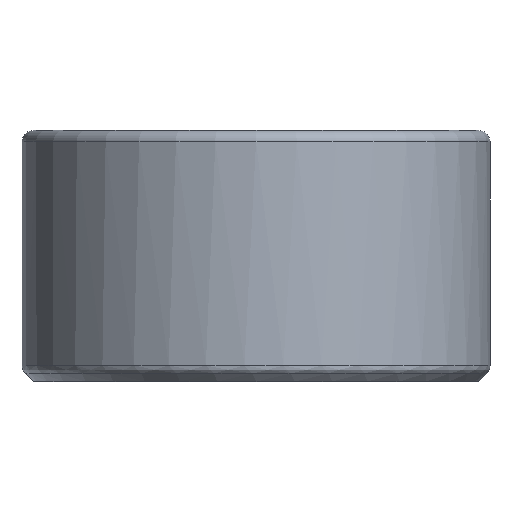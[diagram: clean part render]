
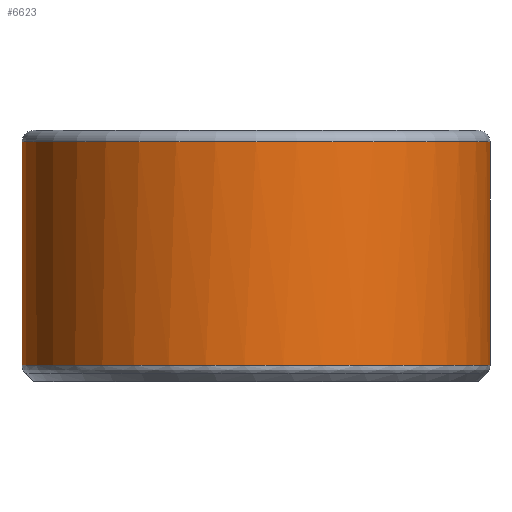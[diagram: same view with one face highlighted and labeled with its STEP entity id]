
A CAD part, front view. The second image highlights one B-rep face of the part: STEP entity #6623.
In plain terms, the highlighted cylindrical face has radius 20.5 mm (diameter 41 mm), a full revolution.
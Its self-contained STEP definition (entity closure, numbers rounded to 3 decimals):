
#6071 = TOROIDAL_SURFACE('',#6072,19.5,1.);
#6072 = AXIS2_PLACEMENT_3D('',#6073,#6074,#6075);
#6073 = CARTESIAN_POINT('',(0.,0.,21.));
#6074 = DIRECTION('',(0.,0.,1.));
#6075 = DIRECTION('',(1.,0.,-0.));
#6438 = VERTEX_POINT('',#6439);
#6439 = CARTESIAN_POINT('',(20.5,0.,21.));
#6459 = EDGE_CURVE('',#6438,#6438,#6460,.T.);
#6460 = SURFACE_CURVE('',#6461,(#6466,#6473),.PCURVE_S1.);
#6461 = CIRCLE('',#6462,20.5);
#6462 = AXIS2_PLACEMENT_3D('',#6463,#6464,#6465);
#6463 = CARTESIAN_POINT('',(0.,0.,21.));
#6464 = DIRECTION('',(0.,0.,1.));
#6465 = DIRECTION('',(1.,0.,-0.));
#6466 = PCURVE('',#6071,#6467);
#6467 = DEFINITIONAL_REPRESENTATION('',(#6468),#6472);
#6468 = LINE('',#6469,#6470);
#6469 = CARTESIAN_POINT('',(0.,0.));
#6470 = VECTOR('',#6471,1.);
#6471 = DIRECTION('',(1.,0.));
#6472 = ( GEOMETRIC_REPRESENTATION_CONTEXT(2) 
PARAMETRIC_REPRESENTATION_CONTEXT() REPRESENTATION_CONTEXT('2D SPACE',''
  ) );
#6473 = PCURVE('',#6474,#6479);
#6474 = CYLINDRICAL_SURFACE('',#6475,20.5);
#6475 = AXIS2_PLACEMENT_3D('',#6476,#6477,#6478);
#6476 = CARTESIAN_POINT('',(0.,0.,0.));
#6477 = DIRECTION('',(-0.,-0.,-1.));
#6478 = DIRECTION('',(1.,0.,0.));
#6479 = DEFINITIONAL_REPRESENTATION('',(#6480),#6484);
#6480 = LINE('',#6481,#6482);
#6481 = CARTESIAN_POINT('',(-0.,-21.));
#6482 = VECTOR('',#6483,1.);
#6483 = DIRECTION('',(-1.,0.));
#6484 = ( GEOMETRIC_REPRESENTATION_CONTEXT(2) 
PARAMETRIC_REPRESENTATION_CONTEXT() REPRESENTATION_CONTEXT('2D SPACE',''
  ) );
#6569 = ( BOUNDED_SURFACE() B_SPLINE_SURFACE(2,14,(
    (#6570,#6571,#6572,#6573,#6574,#6575,#6576,#6577,#6578,#6579,#6580
      ,#6581,#6582,#6583,#6584)
    ,(#6585,#6586,#6587,#6588,#6589,#6590,#6591,#6592,#6593,#6594,#6595
      ,#6596,#6597,#6598,#6599)
    ,(#6600,#6601,#6602,#6603,#6604,#6605,#6606,#6607,#6608,#6609,#6610
      ,#6611,#6612,#6613,#6614
)),.UNSPECIFIED.,.F.,.T.,.F.) B_SPLINE_SURFACE_WITH_KNOTS((3,3),(15,15),
  (0.,128.805),(0.,128.805),
.PIECEWISE_BEZIER_KNOTS.) GEOMETRIC_REPRESENTATION_ITEM() 
RATIONAL_B_SPLINE_SURFACE((
    (1.,1.,1.,1.,1.,1.
      ,1.,1.,1.,1.
      ,1.,1.,1.,1.,1.)
    ,(0.924,0.924,0.924,0.924
      ,0.924,0.924,0.924,0.924
      ,0.924,0.924,0.924,0.924
      ,0.924,0.924,0.924)
    ,(1.,1.,1.,1.,1.,1.
      ,1.,1.,1.,1.
      ,1.,1.,1.,1.,1.
))) REPRESENTATION_ITEM('') SURFACE() );
#6570 = CARTESIAN_POINT('',(20.5,0.,1.414));
#6571 = CARTESIAN_POINT('',(20.5,9.067,
    1.414));
#6572 = CARTESIAN_POINT('',(16.182,18.328,
    1.414));
#6573 = CARTESIAN_POINT('',(7.241,25.367,
    1.414));
#6574 = CARTESIAN_POINT('',(-4.954,27.682,
    1.414));
#6575 = CARTESIAN_POINT('',(-17.587,23.101,
    1.414));
#6576 = CARTESIAN_POINT('',(-26.061,14.031,
    1.414));
#6577 = CARTESIAN_POINT('',(-31.422,0.,
    1.414));
#6578 = CARTESIAN_POINT('',(-26.061,-14.031,
    1.414));
#6579 = CARTESIAN_POINT('',(-17.587,-23.101,
    1.414));
#6580 = CARTESIAN_POINT('',(-4.954,-27.682,
    1.414));
#6581 = CARTESIAN_POINT('',(7.241,-25.367,
    1.414));
#6582 = CARTESIAN_POINT('',(16.182,-18.328,1.414
    ));
#6583 = CARTESIAN_POINT('',(20.5,-9.067,
    1.414));
#6584 = CARTESIAN_POINT('',(20.5,0.,1.414));
#6585 = CARTESIAN_POINT('',(20.5,0.,1.));
#6586 = CARTESIAN_POINT('',(20.5,9.067,1.));
#6587 = CARTESIAN_POINT('',(16.182,18.328,1.));
#6588 = CARTESIAN_POINT('',(7.241,25.367,1.));
#6589 = CARTESIAN_POINT('',(-4.954,27.682,
    1.));
#6590 = CARTESIAN_POINT('',(-17.587,23.101,
    1.));
#6591 = CARTESIAN_POINT('',(-26.061,14.031,
    1.));
#6592 = CARTESIAN_POINT('',(-31.422,0.,1.));
#6593 = CARTESIAN_POINT('',(-26.061,-14.031,
    1.));
#6594 = CARTESIAN_POINT('',(-17.587,-23.101,
    1.));
#6595 = CARTESIAN_POINT('',(-4.954,-27.682,1.));
#6596 = CARTESIAN_POINT('',(7.241,-25.367,1.));
#6597 = CARTESIAN_POINT('',(16.182,-18.328,1.));
#6598 = CARTESIAN_POINT('',(20.5,-9.067,1.));
#6599 = CARTESIAN_POINT('',(20.5,0.,1.));
#6600 = CARTESIAN_POINT('',(20.207,0.,0.707));
#6601 = CARTESIAN_POINT('',(20.207,8.938,
    0.707));
#6602 = CARTESIAN_POINT('',(15.951,18.066,
    0.707));
#6603 = CARTESIAN_POINT('',(7.137,25.005,
    0.707));
#6604 = CARTESIAN_POINT('',(-4.884,27.286,
    0.707));
#6605 = CARTESIAN_POINT('',(-17.336,22.771,
    0.707));
#6606 = CARTESIAN_POINT('',(-25.689,13.83,
    0.707));
#6607 = CARTESIAN_POINT('',(-30.973,0.,
    0.707));
#6608 = CARTESIAN_POINT('',(-25.689,-13.83,
    0.707));
#6609 = CARTESIAN_POINT('',(-17.336,-22.771,
    0.707));
#6610 = CARTESIAN_POINT('',(-4.884,-27.286,
    0.707));
#6611 = CARTESIAN_POINT('',(7.137,-25.005,
    0.707));
#6612 = CARTESIAN_POINT('',(15.951,-18.066,
    0.707));
#6613 = CARTESIAN_POINT('',(20.207,-8.938,
    0.707));
#6614 = CARTESIAN_POINT('',(20.207,0.,
    0.707));
#6623 = ADVANCED_FACE('',(#6624),#6474,.T.);
#6624 = FACE_BOUND('',#6625,.F.);
#6625 = EDGE_LOOP('',(#6626,#6649,#6650,#6651));
#6626 = ORIENTED_EDGE('',*,*,#6627,.T.);
#6627 = EDGE_CURVE('',#6628,#6438,#6630,.T.);
#6628 = VERTEX_POINT('',#6629);
#6629 = CARTESIAN_POINT('',(20.5,0.,1.414));
#6630 = SEAM_CURVE('',#6631,(#6635,#6642),.PCURVE_S1.);
#6631 = LINE('',#6632,#6633);
#6632 = CARTESIAN_POINT('',(20.5,0.,0.));
#6633 = VECTOR('',#6634,1.);
#6634 = DIRECTION('',(0.,0.,1.));
#6635 = PCURVE('',#6474,#6636);
#6636 = DEFINITIONAL_REPRESENTATION('',(#6637),#6641);
#6637 = LINE('',#6638,#6639);
#6638 = CARTESIAN_POINT('',(-0.,0.));
#6639 = VECTOR('',#6640,1.);
#6640 = DIRECTION('',(-0.,-1.));
#6641 = ( GEOMETRIC_REPRESENTATION_CONTEXT(2) 
PARAMETRIC_REPRESENTATION_CONTEXT() REPRESENTATION_CONTEXT('2D SPACE',''
  ) );
#6642 = PCURVE('',#6474,#6643);
#6643 = DEFINITIONAL_REPRESENTATION('',(#6644),#6648);
#6644 = LINE('',#6645,#6646);
#6645 = CARTESIAN_POINT('',(-6.283,0.));
#6646 = VECTOR('',#6647,1.);
#6647 = DIRECTION('',(-0.,-1.));
#6648 = ( GEOMETRIC_REPRESENTATION_CONTEXT(2) 
PARAMETRIC_REPRESENTATION_CONTEXT() REPRESENTATION_CONTEXT('2D SPACE',''
  ) );
#6649 = ORIENTED_EDGE('',*,*,#6459,.T.);
#6650 = ORIENTED_EDGE('',*,*,#6627,.F.);
#6651 = ORIENTED_EDGE('',*,*,#6652,.F.);
#6652 = EDGE_CURVE('',#6628,#6628,#6653,.T.);
#6653 = SURFACE_CURVE('',#6654,(#6670,#6694),.PCURVE_S1.);
#6654 = ( BOUNDED_CURVE() B_SPLINE_CURVE(14,(#6655,#6656,#6657,#6658,
    #6659,#6660,#6661,#6662,#6663,#6664,#6665,#6666,#6667,#6668,#6669),
.UNSPECIFIED.,.T.,.F.) B_SPLINE_CURVE_WITH_KNOTS((15,15),(
0.,128.805),.PIECEWISE_BEZIER_KNOTS.) CURVE() 
GEOMETRIC_REPRESENTATION_ITEM() RATIONAL_B_SPLINE_CURVE((1.,1.,
    1.,1.,1.,1.,
    1.,1.,1.,1.,
    1.,1.,1.,1.,1.)) 
REPRESENTATION_ITEM('') );
#6655 = CARTESIAN_POINT('',(20.5,0.,1.414));
#6656 = CARTESIAN_POINT('',(20.5,9.067,
    1.414));
#6657 = CARTESIAN_POINT('',(16.182,18.328,
    1.414));
#6658 = CARTESIAN_POINT('',(7.241,25.367,
    1.414));
#6659 = CARTESIAN_POINT('',(-4.954,27.682,
    1.414));
#6660 = CARTESIAN_POINT('',(-17.587,23.101,
    1.414));
#6661 = CARTESIAN_POINT('',(-26.061,14.031,
    1.414));
#6662 = CARTESIAN_POINT('',(-31.422,0.,
    1.414));
#6663 = CARTESIAN_POINT('',(-26.061,-14.031,
    1.414));
#6664 = CARTESIAN_POINT('',(-17.587,-23.101,
    1.414));
#6665 = CARTESIAN_POINT('',(-4.954,-27.682,
    1.414));
#6666 = CARTESIAN_POINT('',(7.241,-25.367,
    1.414));
#6667 = CARTESIAN_POINT('',(16.182,-18.328,1.414
    ));
#6668 = CARTESIAN_POINT('',(20.5,-9.067,
    1.414));
#6669 = CARTESIAN_POINT('',(20.5,0.,1.414));
#6670 = PCURVE('',#6474,#6671);
#6671 = DEFINITIONAL_REPRESENTATION('',(#6672),#6693);
#6672 = B_SPLINE_CURVE_WITH_KNOTS('',10,(#6673,#6674,#6675,#6676,#6677,
    #6678,#6679,#6680,#6681,#6682,#6683,#6684,#6685,#6686,#6687,#6688,
    #6689,#6690,#6691,#6692),.UNSPECIFIED.,.F.,.F.,(11,9,11),(
    0.,64.403,128.805),.UNSPECIFIED.);
#6673 = CARTESIAN_POINT('',(0.,-1.414));
#6674 = CARTESIAN_POINT('',(-0.31,-1.414));
#6675 = CARTESIAN_POINT('',(-0.624,-1.414));
#6676 = CARTESIAN_POINT('',(-0.94,-1.414));
#6677 = CARTESIAN_POINT('',(-1.256,-1.414));
#6678 = CARTESIAN_POINT('',(-1.57,-1.414));
#6679 = CARTESIAN_POINT('',(-1.885,-1.414));
#6680 = CARTESIAN_POINT('',(-2.199,-1.414));
#6681 = CARTESIAN_POINT('',(-2.513,-1.414));
#6682 = CARTESIAN_POINT('',(-2.827,-1.414));
#6683 = CARTESIAN_POINT('',(-3.456,-1.414));
#6684 = CARTESIAN_POINT('',(-3.77,-1.414));
#6685 = CARTESIAN_POINT('',(-4.084,-1.414));
#6686 = CARTESIAN_POINT('',(-4.398,-1.414));
#6687 = CARTESIAN_POINT('',(-4.713,-1.414));
#6688 = CARTESIAN_POINT('',(-5.027,-1.414));
#6689 = CARTESIAN_POINT('',(-5.343,-1.414));
#6690 = CARTESIAN_POINT('',(-5.659,-1.414));
#6691 = CARTESIAN_POINT('',(-5.974,-1.414));
#6692 = CARTESIAN_POINT('',(-6.283,-1.414));
#6693 = ( GEOMETRIC_REPRESENTATION_CONTEXT(2) 
PARAMETRIC_REPRESENTATION_CONTEXT() REPRESENTATION_CONTEXT('2D SPACE',''
  ) );
#6694 = PCURVE('',#6569,#6695);
#6695 = DEFINITIONAL_REPRESENTATION('',(#6696),#6700);
#6696 = LINE('',#6697,#6698);
#6697 = CARTESIAN_POINT('',(0.,0.));
#6698 = VECTOR('',#6699,1.);
#6699 = DIRECTION('',(0.,1.));
#6700 = ( GEOMETRIC_REPRESENTATION_CONTEXT(2) 
PARAMETRIC_REPRESENTATION_CONTEXT() REPRESENTATION_CONTEXT('2D SPACE',''
  ) );
